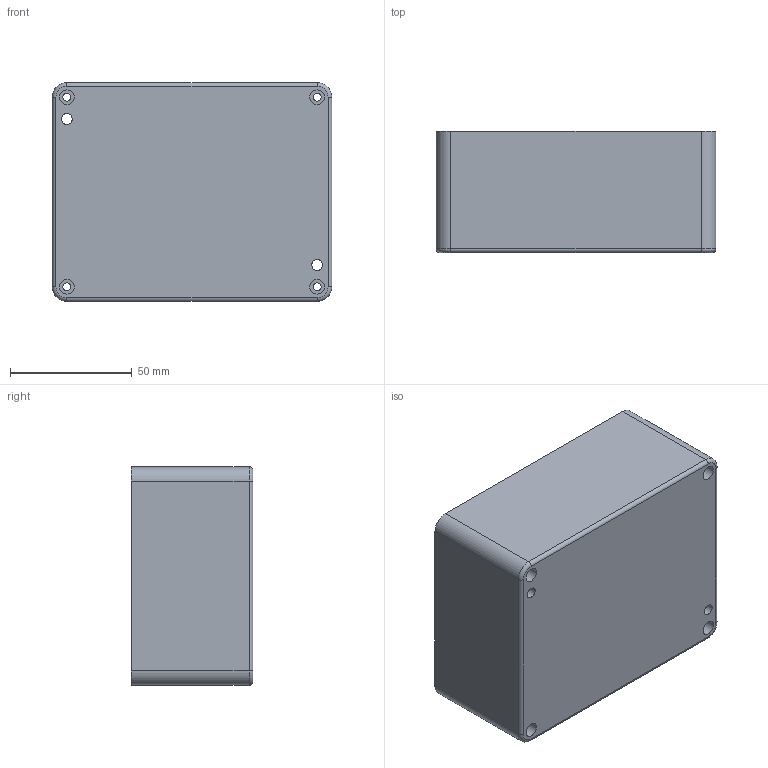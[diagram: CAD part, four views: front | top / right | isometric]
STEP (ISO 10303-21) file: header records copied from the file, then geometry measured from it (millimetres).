
FILE_DESCRIPTION(/* description */ (''),/* implementation_level */ '2;1');
FILE_NAME(/* name */ 'enclosure_rnd_455-00370 v1.step',/* time_stamp */ '2019-10-28T23:17:46+01:00',/* author */ (''),/* organization */ (''),/* preprocessor_version */ 'ST-DEVELOPER v18',/* originating_system */ 'Autodesk Translation Framework v8.6.0.1094',/* authorisation */ '');
FILE_SCHEMA (('AUTOMOTIVE_DESIGN { 1 0 10303 214 3 1 1 }'));
Length unit declared in the file: millimetre
Products named in the file (1): enclosure_rnd_455-00370
Bounding box: 115 x 50 x 90 mm (x, y, z)
Volume: 102798.6 mm3; surface area: 64252.8 mm2
Topology: 1 solids, 1 shells, 85 faces, 196 edges, 128 vertices
Faces by surface type: plane 45, cylinder 36, torus 4
Full cylindrical faces by diameter (mm): 3.2 x4, 3.242 x4, 4.5 x2, 6 x8, 9 x2
Entity records: 2573 total; most frequent: DIRECTION 446, CARTESIAN_POINT 410, ORIENTED_EDGE 392, EDGE_CURVE 196, AXIS2_PLACEMENT_3D 164, VERTEX_POINT 128, LINE 118, VECTOR 118
